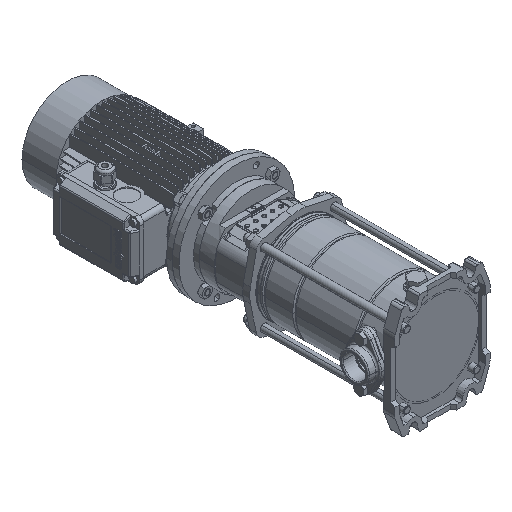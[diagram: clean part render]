
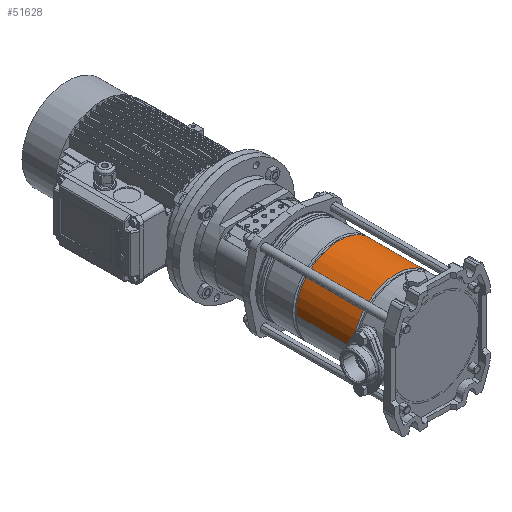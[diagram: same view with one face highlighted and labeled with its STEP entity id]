
A CAD part, isometric view. The second image highlights one B-rep face of the part: STEP entity #51628.
In plain terms, the highlighted cylindrical face has radius 74.4 mm (diameter 148.8 mm), a partial arc.
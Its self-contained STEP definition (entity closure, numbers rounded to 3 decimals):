
#315 = AXIS2_PLACEMENT_3D ( 'NONE', #4144, #46841, #52925 ) ;
#2760 = DIRECTION ( 'NONE',  ( -1., 0., 0. ) ) ;
#4144 = CARTESIAN_POINT ( 'NONE',  ( 0., 0., 0. ) ) ;
#11110 = CARTESIAN_POINT ( 'NONE',  ( 74.4, 0., 166.664 ) ) ;
#12022 = LINE ( 'NONE', #23488, #52003 ) ;
#13529 = EDGE_CURVE ( 'NONE', #57336, #28729, #16426, .T. ) ;
#16426 = LINE ( 'NONE', #70959, #46762 ) ;
#20145 = AXIS2_PLACEMENT_3D ( 'NONE', #62334, #35761, #63033 ) ;
#22633 = CARTESIAN_POINT ( 'NONE',  ( -74.4, 0., 166.664 ) ) ;
#23488 = CARTESIAN_POINT ( 'NONE',  ( -74.4, 0., 0. ) ) ;
#26021 = CYLINDRICAL_SURFACE ( 'NONE', #315, 74.4 ) ;
#27372 = EDGE_CURVE ( 'NONE', #57336, #38035, #34779, .T. ) ;
#28729 = VERTEX_POINT ( 'NONE', #58071 ) ;
#30723 = CARTESIAN_POINT ( 'NONE',  ( 0., 0., 166.664 ) ) ;
#31423 = FACE_OUTER_BOUND ( 'NONE', #59962, .T. ) ;
#32892 = ORIENTED_EDGE ( 'NONE', *, *, #68479, .T. ) ;
#34779 = CIRCLE ( 'NONE', #59945, 74.4 ) ;
#35706 = ORIENTED_EDGE ( 'NONE', *, *, #42562, .F. ) ;
#35761 = DIRECTION ( 'NONE',  ( 0., 0., -1. ) ) ;
#36103 = DIRECTION ( 'NONE',  ( 0., 0., -1. ) ) ;
#36909 = DIRECTION ( 'NONE',  ( 0., 0., -1. ) ) ;
#38035 = VERTEX_POINT ( 'NONE', #22633 ) ;
#39239 = ORIENTED_EDGE ( 'NONE', *, *, #13529, .F. ) ;
#42562 = EDGE_CURVE ( 'NONE', #28729, #54483, #46537, .T. ) ;
#46224 = ORIENTED_EDGE ( 'NONE', *, *, #27372, .T. ) ;
#46537 = CIRCLE ( 'NONE', #20145, 74.4 ) ;
#46762 = VECTOR ( 'NONE', #36909, 1000. ) ;
#46841 = DIRECTION ( 'NONE',  ( 0., 0., -1. ) ) ;
#50388 = DIRECTION ( 'NONE',  ( 0., 0., -1. ) ) ;
#51628 = ADVANCED_FACE ( 'NONE', ( #31423 ), #26021, .T. ) ;
#52003 = VECTOR ( 'NONE', #50388, 1000. ) ;
#52925 = DIRECTION ( 'NONE',  ( -1., 0., 0. ) ) ;
#54483 = VERTEX_POINT ( 'NONE', #63736 ) ;
#57336 = VERTEX_POINT ( 'NONE', #11110 ) ;
#58071 = CARTESIAN_POINT ( 'NONE',  ( 74.4, 0., 67.336 ) ) ;
#59945 = AXIS2_PLACEMENT_3D ( 'NONE', #30723, #36103, #2760 ) ;
#59962 = EDGE_LOOP ( 'NONE', ( #39239, #46224, #32892, #35706 ) ) ;
#62334 = CARTESIAN_POINT ( 'NONE',  ( 0., 0., 67.336 ) ) ;
#63033 = DIRECTION ( 'NONE',  ( -1., 0., 0. ) ) ;
#63736 = CARTESIAN_POINT ( 'NONE',  ( -74.4, 0., 67.336 ) ) ;
#68479 = EDGE_CURVE ( 'NONE', #38035, #54483, #12022, .T. ) ;
#70959 = CARTESIAN_POINT ( 'NONE',  ( 74.4, 0., 0. ) ) ;
